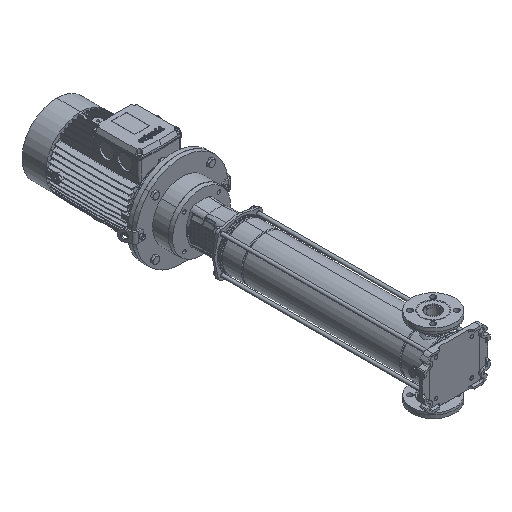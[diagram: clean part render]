
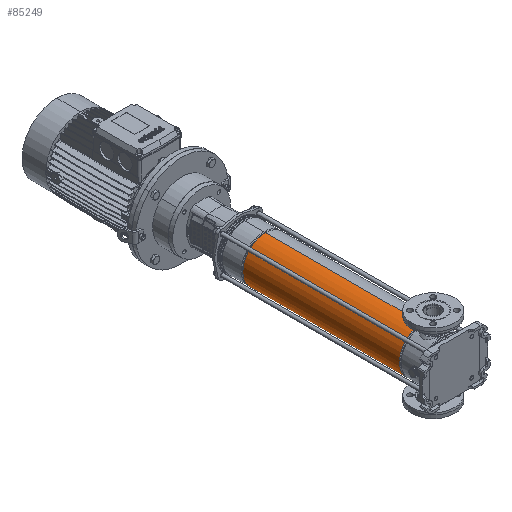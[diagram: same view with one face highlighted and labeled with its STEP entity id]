
A CAD part, isometric view. The second image highlights one B-rep face of the part: STEP entity #85249.
In plain terms, the highlighted cylindrical face has radius 85.9 mm (diameter 171.8 mm), a partial arc.
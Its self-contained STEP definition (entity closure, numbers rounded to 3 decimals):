
#3559 = CYLINDRICAL_SURFACE ( 'NONE', #51090, 85.9 ) ;
#7939 = ORIENTED_EDGE ( 'NONE', *, *, #31144, .F. ) ;
#8739 = VERTEX_POINT ( 'NONE', #63651 ) ;
#9038 = VECTOR ( 'NONE', #33149, 1000. ) ;
#10171 = EDGE_CURVE ( 'NONE', #64935, #8739, #48885, .T. ) ;
#17840 = DIRECTION ( 'NONE',  ( 0., 0., -1. ) ) ;
#19049 = VERTEX_POINT ( 'NONE', #92183 ) ;
#26221 = CARTESIAN_POINT ( 'NONE',  ( 85.9, 0., 0. ) ) ;
#31144 = EDGE_CURVE ( 'NONE', #53960, #8739, #49753, .T. ) ;
#31385 = EDGE_CURVE ( 'NONE', #19049, #64935, #54540, .T. ) ;
#33149 = DIRECTION ( 'NONE',  ( 0., 0., -1. ) ) ;
#35073 = DIRECTION ( 'NONE',  ( 0., 0., -1. ) ) ;
#38278 = ORIENTED_EDGE ( 'NONE', *, *, #10171, .T. ) ;
#38675 = ORIENTED_EDGE ( 'NONE', *, *, #42090, .F. ) ;
#38758 = DIRECTION ( 'NONE',  ( -1., 0., 0. ) ) ;
#40968 = DIRECTION ( 'NONE',  ( -1., 0., 0. ) ) ;
#42090 = EDGE_CURVE ( 'NONE', #19049, #53960, #86300, .T. ) ;
#47862 = CARTESIAN_POINT ( 'NONE',  ( 0., 0., 0. ) ) ;
#48885 = LINE ( 'NONE', #49369, #9038 ) ;
#48905 = CARTESIAN_POINT ( 'NONE',  ( 0., 0., 93.897 ) ) ;
#49369 = CARTESIAN_POINT ( 'NONE',  ( -85.9, 0., 0. ) ) ;
#49753 = CIRCLE ( 'NONE', #71792, 85.9 ) ;
#51090 = AXIS2_PLACEMENT_3D ( 'NONE', #47862, #17840, #40968 ) ;
#51469 = ORIENTED_EDGE ( 'NONE', *, *, #31385, .T. ) ;
#52033 = DIRECTION ( 'NONE',  ( 0., 0., -1. ) ) ;
#53960 = VERTEX_POINT ( 'NONE', #96351 ) ;
#54540 = CIRCLE ( 'NONE', #75013, 85.9 ) ;
#59922 = VECTOR ( 'NONE', #35073, 1000. ) ;
#63651 = CARTESIAN_POINT ( 'NONE',  ( -85.9, 0., 93.897 ) ) ;
#64935 = VERTEX_POINT ( 'NONE', #90432 ) ;
#69577 = FACE_OUTER_BOUND ( 'NONE', #80386, .T. ) ;
#71792 = AXIS2_PLACEMENT_3D ( 'NONE', #48905, #87315, #79009 ) ;
#74730 = CARTESIAN_POINT ( 'NONE',  ( 0., 0., 687.803 ) ) ;
#75013 = AXIS2_PLACEMENT_3D ( 'NONE', #74730, #52033, #38758 ) ;
#79009 = DIRECTION ( 'NONE',  ( -1., 0., 0. ) ) ;
#80386 = EDGE_LOOP ( 'NONE', ( #38675, #51469, #38278, #7939 ) ) ;
#85249 = ADVANCED_FACE ( 'NONE', ( #69577 ), #3559, .T. ) ;
#86300 = LINE ( 'NONE', #26221, #59922 ) ;
#87315 = DIRECTION ( 'NONE',  ( 0., 0., -1. ) ) ;
#90432 = CARTESIAN_POINT ( 'NONE',  ( -85.9, 0., 687.803 ) ) ;
#92183 = CARTESIAN_POINT ( 'NONE',  ( 85.9, 0., 687.803 ) ) ;
#96351 = CARTESIAN_POINT ( 'NONE',  ( 85.9, 0., 93.897 ) ) ;
